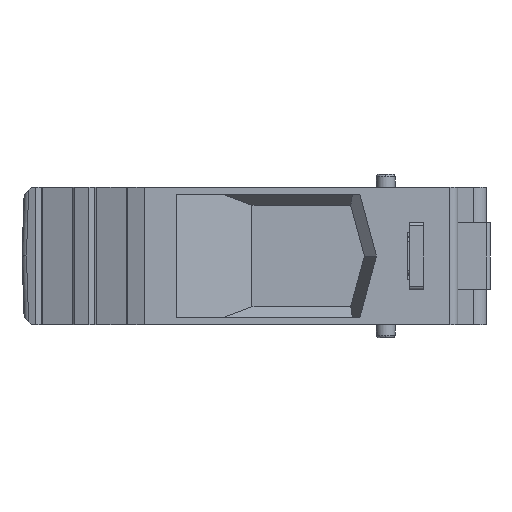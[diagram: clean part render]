
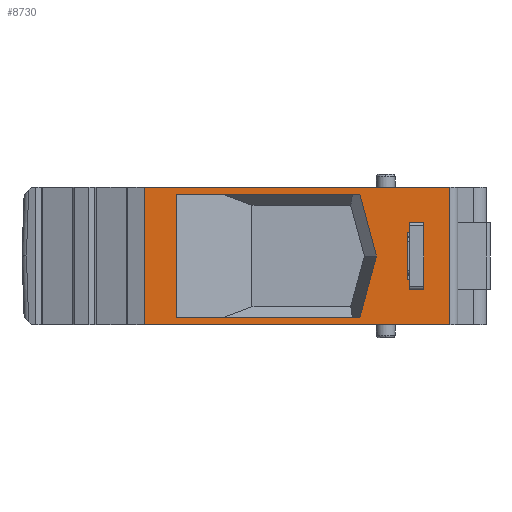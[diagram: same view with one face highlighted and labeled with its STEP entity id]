
A CAD part, left-side view. The second image highlights one B-rep face of the part: STEP entity #8730.
In plain terms, the highlighted face is planar.
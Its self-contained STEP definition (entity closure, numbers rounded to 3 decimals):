
#759=DIRECTION('',(0.,1.,0.));
#760=VECTOR('',#759,45.7);
#761=CARTESIAN_POINT('',(34.,0.2,10.25));
#762=LINE('',#761,#760);
#766=DIRECTION('',(0.,0.,-1.));
#767=VECTOR('',#766,20.5);
#768=CARTESIAN_POINT('',(34.,45.9,10.25));
#769=LINE('',#768,#767);
#773=DIRECTION('',(0.,-1.,0.));
#774=VECTOR('',#773,45.7);
#775=CARTESIAN_POINT('',(34.,45.9,-10.25));
#776=LINE('',#775,#774);
#780=DIRECTION('',(0.,-1.,0.));
#781=VECTOR('',#780,27.396);
#782=CARTESIAN_POINT('',(34.,41.058,9.2));
#783=LINE('',#782,#781);
#787=DIRECTION('',(0.,-0.259,-0.966));
#788=VECTOR('',#787,9.525);
#789=CARTESIAN_POINT('',(34.,13.662,9.2));
#790=LINE('',#789,#788);
#794=DIRECTION('',(0.,0.259,-0.966));
#795=VECTOR('',#794,9.525);
#796=CARTESIAN_POINT('',(34.,11.197,0.));
#797=LINE('',#796,#795);
#801=DIRECTION('',(0.,0.,1.));
#802=VECTOR('',#801,18.4);
#803=CARTESIAN_POINT('',(34.,41.058,-9.2));
#804=LINE('',#803,#802);
#6921=DIRECTION('',(0.,0.,-1.));
#6922=VECTOR('',#6921,20.5);
#6923=CARTESIAN_POINT('',(34.,0.2,10.25));
#6924=LINE('',#6923,#6922);
#7500=DIRECTION('',(0.,-1.,0.));
#7501=VECTOR('',#7500,27.396);
#7502=CARTESIAN_POINT('',(34.,41.058,-9.2));
#7503=LINE('',#7502,#7501);
#7854=CARTESIAN_POINT('',(34.,0.2,-10.25));
#7855=VERTEX_POINT('',#7854);
#7856=CARTESIAN_POINT('',(34.,45.9,-10.25));
#7857=VERTEX_POINT('',#7856);
#8157=CARTESIAN_POINT('',(34.,45.9,10.25));
#8158=VERTEX_POINT('',#8157);
#8159=CARTESIAN_POINT('',(34.,0.2,10.25));
#8160=VERTEX_POINT('',#8159);
#8161=CARTESIAN_POINT('',(34.,41.058,9.2));
#8162=CARTESIAN_POINT('',(34.,13.662,9.2));
#8163=VERTEX_POINT('',#8161);
#8164=VERTEX_POINT('',#8162);
#8165=CARTESIAN_POINT('',(34.,11.197,0.));
#8166=VERTEX_POINT('',#8165);
#8167=CARTESIAN_POINT('',(34.,13.662,-9.2));
#8168=VERTEX_POINT('',#8167);
#8169=CARTESIAN_POINT('',(34.,41.058,-9.2));
#8170=VERTEX_POINT('',#8169);
#8704=CARTESIAN_POINT('',(34.,0.2,0.));
#8705=DIRECTION('',(1.,0.,0.));
#8706=DIRECTION('',(0.,1.,0.));
#8707=AXIS2_PLACEMENT_3D('',#8704,#8705,#8706);
#8708=PLANE('',#8707);
#8709=ORIENTED_EDGE('',*,*,#8502,.T.);
#8711=ORIENTED_EDGE('',*,*,#8710,.T.);
#8713=ORIENTED_EDGE('',*,*,#8712,.T.);
#8715=ORIENTED_EDGE('',*,*,#8714,.F.);
#8716=EDGE_LOOP('',(#8709,#8711,#8713,#8715));
#8717=FACE_OUTER_BOUND('',#8716,.F.);
#8719=ORIENTED_EDGE('',*,*,#8718,.T.);
#8721=ORIENTED_EDGE('',*,*,#8720,.T.);
#8723=ORIENTED_EDGE('',*,*,#8722,.T.);
#8725=ORIENTED_EDGE('',*,*,#8724,.F.);
#8727=ORIENTED_EDGE('',*,*,#8726,.T.);
#8728=EDGE_LOOP('',(#8719,#8721,#8723,#8725,#8727));
#8729=FACE_BOUND('',#8728,.F.);
#8502=EDGE_CURVE('',#8160,#8158,#762,.T.);
#8710=EDGE_CURVE('',#8158,#7857,#769,.T.);
#8712=EDGE_CURVE('',#7857,#7855,#776,.T.);
#8714=EDGE_CURVE('',#8160,#7855,#6924,.T.);
#8718=EDGE_CURVE('',#8163,#8164,#783,.T.);
#8720=EDGE_CURVE('',#8164,#8166,#790,.T.);
#8722=EDGE_CURVE('',#8166,#8168,#797,.T.);
#8724=EDGE_CURVE('',#8170,#8168,#7503,.T.);
#8726=EDGE_CURVE('',#8170,#8163,#804,.T.);
#8730=ADVANCED_FACE('',(#8717,#8729),#8708,.T.);
